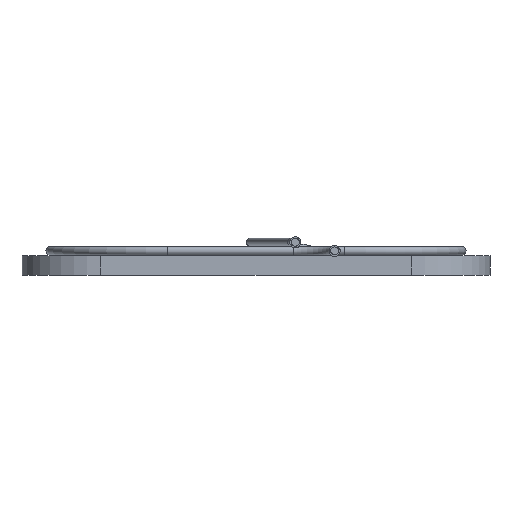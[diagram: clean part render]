
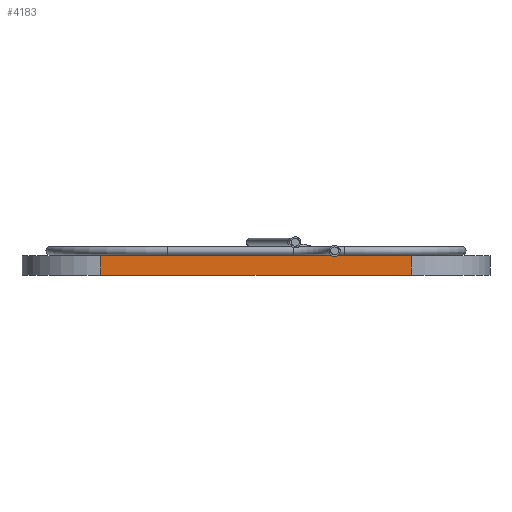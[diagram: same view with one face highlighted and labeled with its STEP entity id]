
A CAD part, front view. The second image highlights one B-rep face of the part: STEP entity #4183.
In plain terms, the highlighted planar face has unit normal (0, -1, 0).
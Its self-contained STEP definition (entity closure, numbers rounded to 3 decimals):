
#259=PLANE('',#5311);
#422=LINE('',#6722,#581);
#423=LINE('',#6725,#582);
#424=LINE('',#6727,#583);
#425=LINE('',#6729,#584);
#581=VECTOR('',#5713,1000.);
#582=VECTOR('',#5714,1000.);
#583=VECTOR('',#5715,1000.);
#584=VECTOR('',#5716,1000.);
#742=ORIENTED_EDGE('',*,*,#1916,.T.);
#743=ORIENTED_EDGE('',*,*,#1917,.T.);
#744=ORIENTED_EDGE('',*,*,#1918,.F.);
#745=ORIENTED_EDGE('',*,*,#1919,.F.);
#1916=EDGE_CURVE('',#2503,#2504,#422,.T.);
#1917=EDGE_CURVE('',#2504,#2505,#423,.T.);
#1918=EDGE_CURVE('',#2506,#2505,#424,.T.);
#1919=EDGE_CURVE('',#2503,#2506,#425,.T.);
#2503=VERTEX_POINT('',#6723);
#2504=VERTEX_POINT('',#6724);
#2505=VERTEX_POINT('',#6726);
#2506=VERTEX_POINT('',#6728);
#3242=EDGE_LOOP('',(#742,#743,#744,#745));
#3697=FACE_BOUND('',#3242,.T.);
#4183=ADVANCED_FACE('',(#3697),#259,.T.);
#5311=AXIS2_PLACEMENT_3D('',#6721,#5711,#5712);
#5711=DIRECTION('',(0.,-1.,0.));
#5712=DIRECTION('',(1.,0.,0.));
#5713=DIRECTION('',(-1.,0.,0.));
#5714=DIRECTION('',(0.,0.,-1.));
#5715=DIRECTION('',(-1.,0.,0.));
#5716=DIRECTION('',(0.,0.,-1.));
#6721=CARTESIAN_POINT('',(29.75,-26.,2.5));
#6722=CARTESIAN_POINT('',(29.75,-26.,2.5));
#6723=CARTESIAN_POINT('',(19.75,-26.,2.5));
#6724=CARTESIAN_POINT('',(-19.75,-26.,2.5));
#6725=CARTESIAN_POINT('',(-19.75,-26.,2.5));
#6726=CARTESIAN_POINT('',(-19.75,-26.,0.));
#6727=CARTESIAN_POINT('',(29.75,-26.,0.));
#6728=CARTESIAN_POINT('',(19.75,-26.,0.));
#6729=CARTESIAN_POINT('',(19.75,-26.,2.5));
